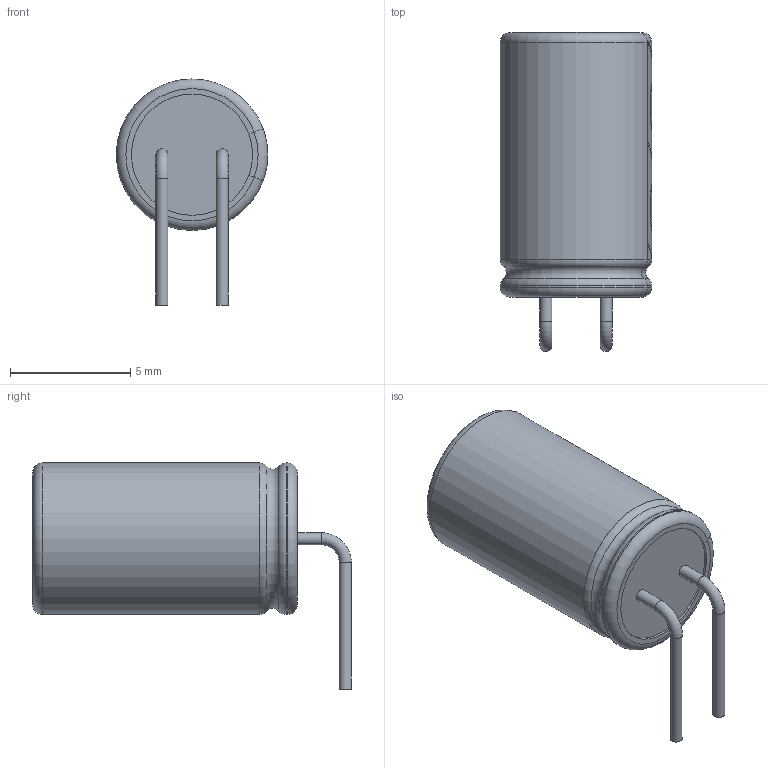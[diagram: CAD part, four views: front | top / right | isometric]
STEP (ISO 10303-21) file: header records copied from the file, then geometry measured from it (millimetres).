
FILE_DESCRIPTION(('STEP AP214'), '1');
FILE_NAME('El_Cap_LA', '', ('UNSPECIFIED'), ('UNSPECIFIED'), 'ASCON STEP Converter 1.6', 'ASCON Math Kernel', '');
FILE_SCHEMA(('AUTOMOTIVE_DESIGN { 1 0 10303 214 3 1 1}'));
Length unit declared in the file: millimetre
Bounding box: 6.3 x 13.25 x 9.4 mm (x, y, z)
Volume: 337.8 mm3; surface area: 304.1 mm2
Topology: 1 solids, 1 shells, 114 faces, 311 edges, 206 vertices
Faces by surface type: plane 63, cylinder 37, torus 14
Full cylindrical faces by diameter (mm): 0.5 x4, 5.04 x1, 5.3 x1
Entity records: 4934 total; most frequent: CARTESIAN_POINT 1223, ORIENTED_EDGE 606, DIRECTION 539, EDGE_CURVE 303, VERTEX_POINT 206, AXIS2_PLACEMENT_3D 195, LINE 149, VECTOR 149
